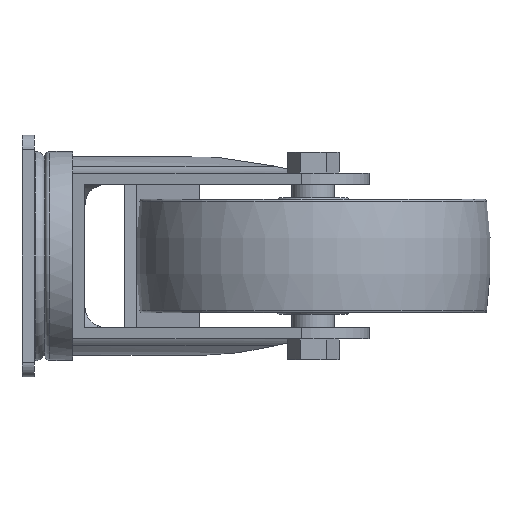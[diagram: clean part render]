
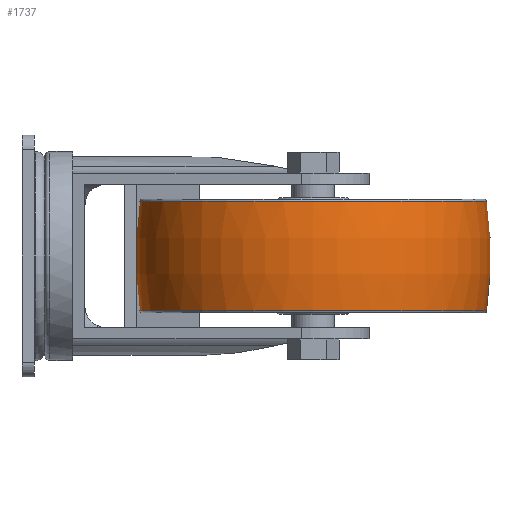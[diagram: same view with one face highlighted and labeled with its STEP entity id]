
A CAD part, left-side view. The second image highlights one B-rep face of the part: STEP entity #1737.
In plain terms, the highlighted toroidal (fillet/blend) face has major radius 62.5 mm and minor radius 125 mm.
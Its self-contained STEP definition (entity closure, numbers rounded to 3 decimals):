
#20=DEGENERATE_TOROIDAL_SURFACE('',#1921,62.5,125.,
 .F.);
#142=CIRCLE('',#1920,60.997);
#143=CIRCLE('',#1922,60.997);
#448=ORIENTED_EDGE('',*,*,#806,.T.);
#449=ORIENTED_EDGE('',*,*,#805,.F.);
#805=EDGE_CURVE('',#1008,#1008,#142,.T.);
#806=EDGE_CURVE('',#1009,#1009,#143,.T.);
#1008=VERTEX_POINT('',#2880);
#1009=VERTEX_POINT('',#2883);
#1432=EDGE_LOOP('',(#448));
#1433=EDGE_LOOP('',(#449));
#1576=FACE_BOUND('',#1432,.T.);
#1577=FACE_BOUND('',#1433,.T.);
#1737=ADVANCED_FACE('',(#1576,#1577),#20,.F.);
#1920=AXIS2_PLACEMENT_3D('',#2879,#2330,#2331);
#1921=AXIS2_PLACEMENT_3D('',#2881,#2332,#2333);
#1922=AXIS2_PLACEMENT_3D('',#2882,#2334,#2335);
#2330=DIRECTION('',(0.,0.,-1.));
#2331=DIRECTION('',(-1.,0.,0.));
#2332=DIRECTION('',(0.,0.,-1.));
#2333=DIRECTION('',(-1.,0.,0.));
#2334=DIRECTION('',(0.,0.,-1.));
#2335=DIRECTION('',(-1.,0.,0.));
#2879=CARTESIAN_POINT('',(0.,0.,-19.324));
#2880=CARTESIAN_POINT('',(-60.997,0.,-19.324));
#2881=CARTESIAN_POINT('',(0.,0.,0.));
#2882=CARTESIAN_POINT('',(0.,0.,19.324));
#2883=CARTESIAN_POINT('',(-60.997,0.,19.324));
